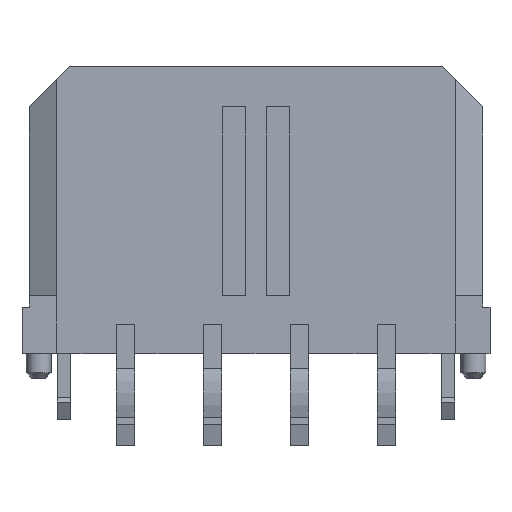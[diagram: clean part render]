
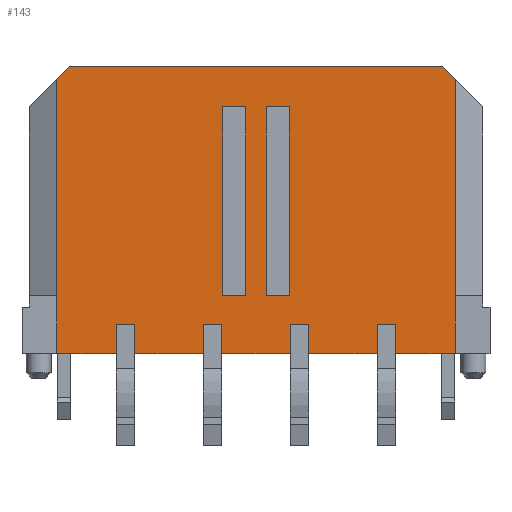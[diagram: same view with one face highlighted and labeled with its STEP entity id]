
A CAD part, front view. The second image highlights one B-rep face of the part: STEP entity #143.
In plain terms, the highlighted planar face has unit normal (0, -1, 0).
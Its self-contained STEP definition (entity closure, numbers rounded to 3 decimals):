
#143=ADVANCED_FACE('',(#583,#584,#585),#586,.T.);
#583=FACE_OUTER_BOUND('',#1351,.T.);
#584=FACE_BOUND('',#1352,.T.);
#585=FACE_BOUND('',#1353,.T.);
#586=PLANE('',#1354);
#1351=EDGE_LOOP('',(#2430,#2431,#2432,#2433,#2434,#2435,#2436,#2437,#2438,#2439,#2440,#2441,#2442,#2443,#2444,#2445,#2446,#2447,#2448,#2449,#2450,#2451,#2452,#2453));
#1352=EDGE_LOOP('',(#2454,#2455,#2456,#2457));
#1353=EDGE_LOOP('',(#2458,#2459,#2460,#2461));
#1354=AXIS2_PLACEMENT_3D('',#2462,#2463,#2464);
#2430=ORIENTED_EDGE('',*,*,#5235,.T.);
#2431=ORIENTED_EDGE('',*,*,#5236,.F.);
#2432=ORIENTED_EDGE('',*,*,#5237,.F.);
#2433=ORIENTED_EDGE('',*,*,#5238,.T.);
#2434=ORIENTED_EDGE('',*,*,#5239,.T.);
#2435=ORIENTED_EDGE('',*,*,#5240,.F.);
#2436=ORIENTED_EDGE('',*,*,#5241,.F.);
#2437=ORIENTED_EDGE('',*,*,#5242,.T.);
#2438=ORIENTED_EDGE('',*,*,#5243,.T.);
#2439=ORIENTED_EDGE('',*,*,#5244,.F.);
#2440=ORIENTED_EDGE('',*,*,#5245,.F.);
#2441=ORIENTED_EDGE('',*,*,#5246,.T.);
#2442=ORIENTED_EDGE('',*,*,#5247,.T.);
#2443=ORIENTED_EDGE('',*,*,#5248,.F.);
#2444=ORIENTED_EDGE('',*,*,#5249,.F.);
#2445=ORIENTED_EDGE('',*,*,#5228,.F.);
#2446=ORIENTED_EDGE('',*,*,#5234,.F.);
#2447=ORIENTED_EDGE('',*,*,#5183,.T.);
#2448=ORIENTED_EDGE('',*,*,#5250,.F.);
#2449=ORIENTED_EDGE('',*,*,#5190,.T.);
#2450=ORIENTED_EDGE('',*,*,#5251,.T.);
#2451=ORIENTED_EDGE('',*,*,#5252,.T.);
#2452=ORIENTED_EDGE('',*,*,#5253,.F.);
#2453=ORIENTED_EDGE('',*,*,#5254,.T.);
#2454=ORIENTED_EDGE('',*,*,#5255,.F.);
#2455=ORIENTED_EDGE('',*,*,#5256,.F.);
#2456=ORIENTED_EDGE('',*,*,#5257,.T.);
#2457=ORIENTED_EDGE('',*,*,#5258,.T.);
#2458=ORIENTED_EDGE('',*,*,#5259,.F.);
#2459=ORIENTED_EDGE('',*,*,#5260,.F.);
#2460=ORIENTED_EDGE('',*,*,#5261,.T.);
#2461=ORIENTED_EDGE('',*,*,#5262,.T.);
#2462=CARTESIAN_POINT('',(-7.825,-3.43,4.95));
#2463=DIRECTION('',(0.0,-1.0,0.0));
#2464=DIRECTION('',(0.0,0.0,-1.0));
#5183=EDGE_CURVE('',#6316,#6314,#6317,.T.);
#5190=EDGE_CURVE('',#6326,#6324,#6327,.T.);
#5228=EDGE_CURVE('',#6391,#6392,#6393,.T.);
#5234=EDGE_CURVE('',#6316,#6391,#6400,.T.);
#5235=EDGE_CURVE('',#6401,#6402,#6403,.T.);
#5236=EDGE_CURVE('',#6404,#6402,#6405,.T.);
#5237=EDGE_CURVE('',#6406,#6404,#6407,.T.);
#5238=EDGE_CURVE('',#6406,#6408,#6409,.T.);
#5239=EDGE_CURVE('',#6408,#6410,#6411,.T.);
#5240=EDGE_CURVE('',#6412,#6410,#6413,.T.);
#5241=EDGE_CURVE('',#6414,#6412,#6415,.T.);
#5242=EDGE_CURVE('',#6414,#6416,#6417,.T.);
#5243=EDGE_CURVE('',#6416,#6418,#6419,.T.);
#5244=EDGE_CURVE('',#6420,#6418,#6421,.T.);
#5245=EDGE_CURVE('',#6422,#6420,#6423,.T.);
#5246=EDGE_CURVE('',#6422,#6424,#6425,.T.);
#5247=EDGE_CURVE('',#6424,#6426,#6427,.T.);
#5248=EDGE_CURVE('',#6428,#6426,#6429,.T.);
#5249=EDGE_CURVE('',#6392,#6428,#6430,.T.);
#5250=EDGE_CURVE('',#6326,#6314,#6431,.T.);
#5251=EDGE_CURVE('',#6324,#6397,#6432,.T.);
#5252=EDGE_CURVE('',#6397,#6433,#6434,.T.);
#5253=EDGE_CURVE('',#6435,#6433,#6436,.T.);
#5254=EDGE_CURVE('',#6435,#6401,#6437,.T.);
#5255=EDGE_CURVE('',#6438,#6439,#6440,.T.);
#5256=EDGE_CURVE('',#6441,#6438,#6442,.T.);
#5257=EDGE_CURVE('',#6441,#6443,#6444,.T.);
#5258=EDGE_CURVE('',#6443,#6439,#6445,.T.);
#5259=EDGE_CURVE('',#6446,#6447,#6448,.T.);
#5260=EDGE_CURVE('',#6449,#6446,#6450,.T.);
#5261=EDGE_CURVE('',#6449,#6451,#6452,.T.);
#5262=EDGE_CURVE('',#6451,#6447,#6453,.T.);
#6314=VERTEX_POINT('',#8003);
#6316=VERTEX_POINT('',#8006);
#6317=LINE('',#8007,#8008);
#6324=VERTEX_POINT('',#8020);
#6326=VERTEX_POINT('',#8023);
#6327=LINE('',#8024,#8025);
#6391=VERTEX_POINT('',#8124);
#6392=VERTEX_POINT('',#8125);
#6393=LINE('',#8126,#8127);
#6397=VERTEX_POINT('',#8134);
#6400=LINE('',#8139,#8140);
#6401=VERTEX_POINT('',#8141);
#6402=VERTEX_POINT('',#8142);
#6403=LINE('',#8143,#8144);
#6404=VERTEX_POINT('',#8145);
#6405=LINE('',#8146,#8147);
#6406=VERTEX_POINT('',#8148);
#6407=LINE('',#8149,#8150);
#6408=VERTEX_POINT('',#8151);
#6409=LINE('',#8152,#8153);
#6410=VERTEX_POINT('',#8154);
#6411=LINE('',#8155,#8156);
#6412=VERTEX_POINT('',#8157);
#6413=LINE('',#8158,#8159);
#6414=VERTEX_POINT('',#8160);
#6415=LINE('',#8161,#8162);
#6416=VERTEX_POINT('',#8163);
#6417=LINE('',#8164,#8165);
#6418=VERTEX_POINT('',#8166);
#6419=LINE('',#8167,#8168);
#6420=VERTEX_POINT('',#8169);
#6421=LINE('',#8170,#8171);
#6422=VERTEX_POINT('',#8172);
#6423=LINE('',#8173,#8174);
#6424=VERTEX_POINT('',#8175);
#6425=LINE('',#8176,#8177);
#6426=VERTEX_POINT('',#8178);
#6427=LINE('',#8179,#8180);
#6428=VERTEX_POINT('',#8181);
#6429=LINE('',#8182,#8183);
#6430=LINE('',#8184,#8185);
#6431=LINE('',#8186,#8187);
#6432=LINE('',#8188,#8189);
#6433=VERTEX_POINT('',#8190);
#6434=LINE('',#8191,#8192);
#6435=VERTEX_POINT('',#8193);
#6436=LINE('',#8194,#8195);
#6437=LINE('',#8196,#8197);
#6438=VERTEX_POINT('',#8198);
#6439=VERTEX_POINT('',#8199);
#6440=LINE('',#8200,#8201);
#6441=VERTEX_POINT('',#8202);
#6442=LINE('',#8203,#8204);
#6443=VERTEX_POINT('',#8205);
#6444=LINE('',#8206,#8207);
#6445=LINE('',#8208,#8209);
#6446=VERTEX_POINT('',#8210);
#6447=VERTEX_POINT('',#8211);
#6448=LINE('',#8212,#8213);
#6449=VERTEX_POINT('',#8214);
#6450=LINE('',#8215,#8216);
#6451=VERTEX_POINT('',#8217);
#6452=LINE('',#8218,#8219);
#6453=LINE('',#8220,#8221);
#8003=CARTESIAN_POINT('',(6.425,-3.43,4.95));
#8006=CARTESIAN_POINT('',(6.875,-3.43,4.5));
#8007=CARTESIAN_POINT('',(6.875,-3.43,4.5));
#8008=VECTOR('',#10294,0.636);
#8020=CARTESIAN_POINT('',(-6.875,-3.43,4.5));
#8023=CARTESIAN_POINT('',(-6.425,-3.43,4.95));
#8024=CARTESIAN_POINT('',(-6.425,-3.43,4.95));
#8025=VECTOR('',#10301,0.636);
#8124=CARTESIAN_POINT('',(6.875,-3.43,-2.96));
#8125=CARTESIAN_POINT('',(6.875,-3.43,-4.96));
#8126=CARTESIAN_POINT('',(6.875,-3.43,-2.96));
#8127=VECTOR('',#10343,2.0);
#8134=CARTESIAN_POINT('',(-6.875,-3.43,-2.96));
#8139=CARTESIAN_POINT('',(6.875,-3.43,4.5));
#8140=VECTOR('',#10349,7.46);
#8141=CARTESIAN_POINT('',(-4.82,-3.43,-3.96));
#8142=CARTESIAN_POINT('',(-4.18,-3.43,-3.96));
#8143=CARTESIAN_POINT('',(-4.82,-3.43,-3.96));
#8144=VECTOR('',#10350,0.64);
#8145=CARTESIAN_POINT('',(-4.18,-3.43,-4.96));
#8146=CARTESIAN_POINT('',(-4.18,-3.43,-4.96));
#8147=VECTOR('',#10351,1.0);
#8148=CARTESIAN_POINT('',(-1.82,-3.43,-4.96));
#8149=CARTESIAN_POINT('',(-1.82,-3.43,-4.96));
#8150=VECTOR('',#10352,2.36);
#8151=CARTESIAN_POINT('',(-1.82,-3.43,-3.96));
#8152=CARTESIAN_POINT('',(-1.82,-3.43,-4.96));
#8153=VECTOR('',#10353,1.0);
#8154=CARTESIAN_POINT('',(-1.18,-3.43,-3.96));
#8155=CARTESIAN_POINT('',(-1.82,-3.43,-3.96));
#8156=VECTOR('',#10354,0.64);
#8157=CARTESIAN_POINT('',(-1.18,-3.43,-4.96));
#8158=CARTESIAN_POINT('',(-1.18,-3.43,-4.96));
#8159=VECTOR('',#10355,1.0);
#8160=CARTESIAN_POINT('',(1.18,-3.43,-4.96));
#8161=CARTESIAN_POINT('',(1.18,-3.43,-4.96));
#8162=VECTOR('',#10356,2.36);
#8163=CARTESIAN_POINT('',(1.18,-3.43,-3.96));
#8164=CARTESIAN_POINT('',(1.18,-3.43,-4.96));
#8165=VECTOR('',#10357,1.0);
#8166=CARTESIAN_POINT('',(1.82,-3.43,-3.96));
#8167=CARTESIAN_POINT('',(1.18,-3.43,-3.96));
#8168=VECTOR('',#10358,0.64);
#8169=CARTESIAN_POINT('',(1.82,-3.43,-4.96));
#8170=CARTESIAN_POINT('',(1.82,-3.43,-4.96));
#8171=VECTOR('',#10359,1.0);
#8172=CARTESIAN_POINT('',(4.18,-3.43,-4.96));
#8173=CARTESIAN_POINT('',(4.18,-3.43,-4.96));
#8174=VECTOR('',#10360,2.36);
#8175=CARTESIAN_POINT('',(4.18,-3.43,-3.96));
#8176=CARTESIAN_POINT('',(4.18,-3.43,-4.96));
#8177=VECTOR('',#10361,1.0);
#8178=CARTESIAN_POINT('',(4.82,-3.43,-3.96));
#8179=CARTESIAN_POINT('',(4.18,-3.43,-3.96));
#8180=VECTOR('',#10362,0.64);
#8181=CARTESIAN_POINT('',(4.82,-3.43,-4.96));
#8182=CARTESIAN_POINT('',(4.82,-3.43,-4.96));
#8183=VECTOR('',#10363,1.0);
#8184=CARTESIAN_POINT('',(6.875,-3.43,-4.96));
#8185=VECTOR('',#10364,2.055);
#8186=CARTESIAN_POINT('',(-6.425,-3.43,4.95));
#8187=VECTOR('',#10365,12.85);
#8188=CARTESIAN_POINT('',(-6.875,-3.43,4.5));
#8189=VECTOR('',#10366,7.46);
#8190=CARTESIAN_POINT('',(-6.875,-3.43,-4.96));
#8191=CARTESIAN_POINT('',(-6.875,-3.43,-2.96));
#8192=VECTOR('',#10367,2.0);
#8193=CARTESIAN_POINT('',(-4.82,-3.43,-4.96));
#8194=CARTESIAN_POINT('',(-4.82,-3.43,-4.96));
#8195=VECTOR('',#10368,2.055);
#8196=CARTESIAN_POINT('',(-4.82,-3.43,-4.96));
#8197=VECTOR('',#10369,1.0);
#8198=CARTESIAN_POINT('',(1.15,-3.43,-2.96));
#8199=CARTESIAN_POINT('',(1.15,-3.43,3.55));
#8200=CARTESIAN_POINT('',(1.15,-3.43,-2.96));
#8201=VECTOR('',#10370,6.51);
#8202=CARTESIAN_POINT('',(0.35,-3.43,-2.96));
#8203=CARTESIAN_POINT('',(0.35,-3.43,-2.96));
#8204=VECTOR('',#10371,0.8);
#8205=CARTESIAN_POINT('',(0.35,-3.43,3.55));
#8206=CARTESIAN_POINT('',(0.35,-3.43,-2.96));
#8207=VECTOR('',#10372,6.51);
#8208=CARTESIAN_POINT('',(0.35,-3.43,3.55));
#8209=VECTOR('',#10373,0.8);
#8210=CARTESIAN_POINT('',(-0.35,-3.43,-2.96));
#8211=CARTESIAN_POINT('',(-0.35,-3.43,3.55));
#8212=CARTESIAN_POINT('',(-0.35,-3.43,-2.96));
#8213=VECTOR('',#10374,6.51);
#8214=CARTESIAN_POINT('',(-1.15,-3.43,-2.96));
#8215=CARTESIAN_POINT('',(-1.15,-3.43,-2.96));
#8216=VECTOR('',#10375,0.8);
#8217=CARTESIAN_POINT('',(-1.15,-3.43,3.55));
#8218=CARTESIAN_POINT('',(-1.15,-3.43,-2.96));
#8219=VECTOR('',#10376,6.51);
#8220=CARTESIAN_POINT('',(-1.15,-3.43,3.55));
#8221=VECTOR('',#10377,0.8);
#10294=DIRECTION('',(-0.707,0.0,0.707));
#10301=DIRECTION('',(-0.707,0.0,-0.707));
#10343=DIRECTION('',(0.0,0.0,-1.0));
#10349=DIRECTION('',(0.0,0.0,-1.0));
#10350=DIRECTION('',(1.0,0.0,0.0));
#10351=DIRECTION('',(0.0,0.0,1.0));
#10352=DIRECTION('',(-1.0,0.0,0.0));
#10353=DIRECTION('',(0.0,0.0,1.0));
#10354=DIRECTION('',(1.0,0.0,0.0));
#10355=DIRECTION('',(0.0,0.0,1.0));
#10356=DIRECTION('',(-1.0,0.0,0.0));
#10357=DIRECTION('',(0.0,0.0,1.0));
#10358=DIRECTION('',(1.0,0.0,0.0));
#10359=DIRECTION('',(0.0,0.0,1.0));
#10360=DIRECTION('',(-1.0,0.0,0.0));
#10361=DIRECTION('',(0.0,0.0,1.0));
#10362=DIRECTION('',(1.0,0.0,0.0));
#10363=DIRECTION('',(0.0,0.0,1.0));
#10364=DIRECTION('',(-1.0,0.0,0.0));
#10365=DIRECTION('',(1.0,0.0,0.0));
#10366=DIRECTION('',(0.0,0.0,-1.0));
#10367=DIRECTION('',(0.0,0.0,-1.0));
#10368=DIRECTION('',(-1.0,0.0,0.0));
#10369=DIRECTION('',(0.0,0.0,1.0));
#10370=DIRECTION('',(0.0,0.0,1.0));
#10371=DIRECTION('',(1.0,0.0,0.0));
#10372=DIRECTION('',(0.0,0.0,1.0));
#10373=DIRECTION('',(1.0,0.0,0.0));
#10374=DIRECTION('',(0.0,0.0,1.0));
#10375=DIRECTION('',(1.0,0.0,0.0));
#10376=DIRECTION('',(0.0,0.0,1.0));
#10377=DIRECTION('',(1.0,0.0,0.0));
